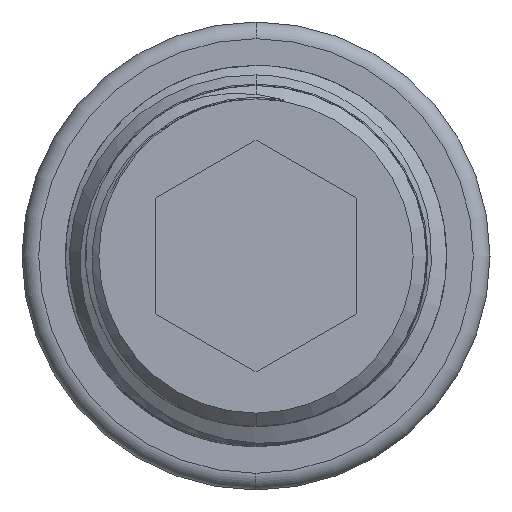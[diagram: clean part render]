
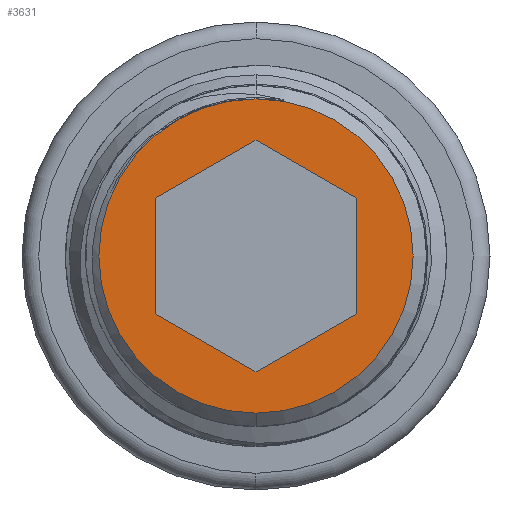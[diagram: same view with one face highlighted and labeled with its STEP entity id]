
A CAD part, front view. The second image highlights one B-rep face of the part: STEP entity #3631.
In plain terms, the highlighted planar face has unit normal (0, -1, 0).
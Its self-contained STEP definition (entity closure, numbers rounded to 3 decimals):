
#15 = DIRECTION ( 'NONE',  ( 0., 0., -1. ) ) ;
#162 = DIRECTION ( 'NONE',  ( 0.866, 0., 0.5 ) ) ;
#293 = VERTEX_POINT ( 'NONE', #1112 ) ;
#308 = VECTOR ( 'NONE', #15, 1000. ) ;
#316 = EDGE_CURVE ( 'NONE', #1517, #293, #723, .T. ) ;
#334 = ORIENTED_EDGE ( 'NONE', *, *, #3931, .T. ) ;
#408 = VECTOR ( 'NONE', #162, 1000. ) ;
#561 = EDGE_CURVE ( 'NONE', #293, #3857, #4709, .T. ) ;
#723 = LINE ( 'NONE', #4871, #5321 ) ;
#785 = ORIENTED_EDGE ( 'NONE', *, *, #4592, .F. ) ;
#968 = CARTESIAN_POINT ( 'NONE',  ( 0., 0., 4.7 ) ) ;
#1106 = LINE ( 'NONE', #4979, #4551 ) ;
#1112 = CARTESIAN_POINT ( 'NONE',  ( 0., 0., 3.464 ) ) ;
#1207 = ORIENTED_EDGE ( 'NONE', *, *, #3468, .T. ) ;
#1373 = CARTESIAN_POINT ( 'NONE',  ( -3., 0., 1.732 ) ) ;
#1385 = VECTOR ( 'NONE', #2313, 1000. ) ;
#1517 = VERTEX_POINT ( 'NONE', #5293 ) ;
#1541 = LINE ( 'NONE', #1373, #308 ) ;
#1624 = CARTESIAN_POINT ( 'NONE',  ( 0., 0., 3.464 ) ) ;
#1631 = LINE ( 'NONE', #4355, #408 ) ;
#1748 = EDGE_LOOP ( 'NONE', ( #4498, #4372, #3040, #3988, #785, #2134 ) ) ;
#1978 = EDGE_LOOP ( 'NONE', ( #1207, #334 ) ) ;
#2134 = ORIENTED_EDGE ( 'NONE', *, *, #561, .F. ) ;
#2175 = PLANE ( 'NONE',  #4691 ) ;
#2289 = DIRECTION ( 'NONE',  ( 0., -1., 0. ) ) ;
#2313 = DIRECTION ( 'NONE',  ( 0.866, 0., -0.5 ) ) ;
#2324 = VECTOR ( 'NONE', #5439, 1000. ) ;
#2484 = LINE ( 'NONE', #5171, #1385 ) ;
#2589 = DIRECTION ( 'NONE',  ( 0., -1., 0. ) ) ;
#2643 = DIRECTION ( 'NONE',  ( 0., -1., 0. ) ) ;
#2754 = EDGE_CURVE ( 'NONE', #4575, #2874, #1631, .T. ) ;
#2874 = VERTEX_POINT ( 'NONE', #5622 ) ;
#2920 = VERTEX_POINT ( 'NONE', #968 ) ;
#2943 = DIRECTION ( 'NONE',  ( -0.866, 0., 0.5 ) ) ;
#3040 = ORIENTED_EDGE ( 'NONE', *, *, #2754, .F. ) ;
#3364 = FACE_OUTER_BOUND ( 'NONE', #1978, .T. ) ;
#3468 = EDGE_CURVE ( 'NONE', #2920, #4388, #5033, .T. ) ;
#3631 = ADVANCED_FACE ( 'NONE', ( #3364, #4482 ), #2175, .T. ) ;
#3857 = VERTEX_POINT ( 'NONE', #6029 ) ;
#3931 = EDGE_CURVE ( 'NONE', #4388, #2920, #4008, .T. ) ;
#3988 = ORIENTED_EDGE ( 'NONE', *, *, #4003, .F. ) ;
#4003 = EDGE_CURVE ( 'NONE', #6049, #4575, #2484, .T. ) ;
#4008 = CIRCLE ( 'NONE', #4604, 4.7 ) ;
#4019 = CARTESIAN_POINT ( 'NONE',  ( -3., 0., -1.732 ) ) ;
#4355 = CARTESIAN_POINT ( 'NONE',  ( 0., 0., -3.464 ) ) ;
#4372 = ORIENTED_EDGE ( 'NONE', *, *, #6055, .F. ) ;
#4388 = VERTEX_POINT ( 'NONE', #4506 ) ;
#4482 = FACE_BOUND ( 'NONE', #1748, .T. ) ;
#4498 = ORIENTED_EDGE ( 'NONE', *, *, #316, .F. ) ;
#4506 = CARTESIAN_POINT ( 'NONE',  ( 0., 0., -4.7 ) ) ;
#4546 = CARTESIAN_POINT ( 'NONE',  ( 0., 0., 0. ) ) ;
#4551 = VECTOR ( 'NONE', #5960, 1000. ) ;
#4575 = VERTEX_POINT ( 'NONE', #4657 ) ;
#4592 = EDGE_CURVE ( 'NONE', #3857, #6049, #1541, .T. ) ;
#4604 = AXIS2_PLACEMENT_3D ( 'NONE', #5138, #2289, #5642 ) ;
#4657 = CARTESIAN_POINT ( 'NONE',  ( 0., 0., -3.464 ) ) ;
#4691 = AXIS2_PLACEMENT_3D ( 'NONE', #4546, #2643, #6010 ) ;
#4709 = LINE ( 'NONE', #1624, #2324 ) ;
#4860 = AXIS2_PLACEMENT_3D ( 'NONE', #5467, #2589, #5952 ) ;
#4871 = CARTESIAN_POINT ( 'NONE',  ( 3., 0., 1.732 ) ) ;
#4979 = CARTESIAN_POINT ( 'NONE',  ( 3., 0., -1.732 ) ) ;
#5033 = CIRCLE ( 'NONE', #4860, 4.7 ) ;
#5138 = CARTESIAN_POINT ( 'NONE',  ( 0., 0., 0. ) ) ;
#5171 = CARTESIAN_POINT ( 'NONE',  ( -3., 0., -1.732 ) ) ;
#5293 = CARTESIAN_POINT ( 'NONE',  ( 3., 0., 1.732 ) ) ;
#5321 = VECTOR ( 'NONE', #2943, 1000. ) ;
#5439 = DIRECTION ( 'NONE',  ( -0.866, 0., -0.5 ) ) ;
#5467 = CARTESIAN_POINT ( 'NONE',  ( 0., 0., 0. ) ) ;
#5622 = CARTESIAN_POINT ( 'NONE',  ( 3., 0., -1.732 ) ) ;
#5642 = DIRECTION ( 'NONE',  ( 0., 0., -1. ) ) ;
#5952 = DIRECTION ( 'NONE',  ( 0., 0., -1. ) ) ;
#5960 = DIRECTION ( 'NONE',  ( 0., 0., 1. ) ) ;
#6010 = DIRECTION ( 'NONE',  ( 0., 0., -1. ) ) ;
#6029 = CARTESIAN_POINT ( 'NONE',  ( -3., 0., 1.732 ) ) ;
#6049 = VERTEX_POINT ( 'NONE', #4019 ) ;
#6055 = EDGE_CURVE ( 'NONE', #2874, #1517, #1106, .T. ) ;
